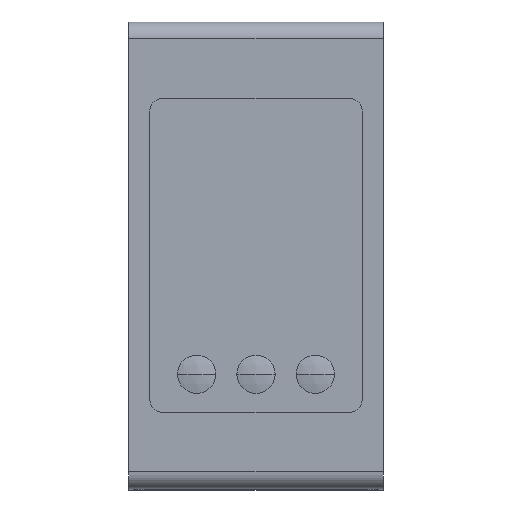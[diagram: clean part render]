
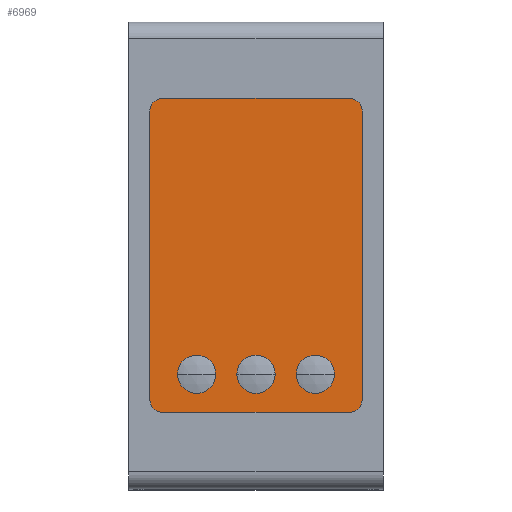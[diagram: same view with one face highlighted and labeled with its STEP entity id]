
A CAD part, top view. The second image highlights one B-rep face of the part: STEP entity #6969.
In plain terms, the highlighted planar face has unit normal (0, 0, 1).
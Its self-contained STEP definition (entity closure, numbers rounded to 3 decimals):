
#83 = DIRECTION ( 'NONE',  ( 1., 0., 0. ) ) ;
#299 = CARTESIAN_POINT ( 'NONE',  ( 11., 16., 40.75 ) ) ;
#310 = DIRECTION ( 'NONE',  ( -1., 0., 0. ) ) ;
#393 = DIRECTION ( 'NONE',  ( 0., 1., 0. ) ) ;
#741 = CARTESIAN_POINT ( 'NONE',  ( -11., -19.5, 40.75 ) ) ;
#1609 = CARTESIAN_POINT ( 'NONE',  ( 12.5, -19.5, 40.75 ) ) ;
#1615 = CARTESIAN_POINT ( 'NONE',  ( 12.5, 14.5, 40.75 ) ) ;
#1673 = DIRECTION ( 'NONE',  ( -1., 0., 0. ) ) ;
#2143 = CARTESIAN_POINT ( 'NONE',  ( -12.5, 14.5, 40.75 ) ) ;
#2244 = ORIENTED_EDGE ( 'NONE', *, *, #4432, .T. ) ;
#2266 = FACE_OUTER_BOUND ( 'NONE', #3385, .T. ) ;
#2352 = LINE ( 'NONE', #6871, #4269 ) ;
#2700 = VERTEX_POINT ( 'NONE', #299 ) ;
#3032 = EDGE_CURVE ( 'NONE', #10234, #5990, #7511, .T. ) ;
#3131 = ORIENTED_EDGE ( 'NONE', *, *, #9148, .T. ) ;
#3385 = EDGE_LOOP ( 'NONE', ( #2244, #3849, #8429, #8160, #3131, #6536, #4758, #9282 ) ) ;
#3587 = DIRECTION ( 'NONE',  ( 0., 0., 1. ) ) ;
#3849 = ORIENTED_EDGE ( 'NONE', *, *, #4364, .T. ) ;
#4207 = LINE ( 'NONE', #7586, #6429 ) ;
#4269 = VECTOR ( 'NONE', #310, 1000. ) ;
#4364 = EDGE_CURVE ( 'NONE', #6692, #6520, #4207, .T. ) ;
#4432 = EDGE_CURVE ( 'NONE', #5995, #6692, #6128, .T. ) ;
#4758 = ORIENTED_EDGE ( 'NONE', *, *, #3032, .T. ) ;
#4794 = CARTESIAN_POINT ( 'NONE',  ( -11., -19.5, 40.75 ) ) ;
#4855 = CARTESIAN_POINT ( 'NONE',  ( 11., -21., 40.75 ) ) ;
#5027 = CARTESIAN_POINT ( 'NONE',  ( 12.5, -19.5, 40.75 ) ) ;
#5056 = DIRECTION ( 'NONE',  ( 0., 0., 1. ) ) ;
#5539 = LINE ( 'NONE', #5027, #10306 ) ;
#5652 = DIRECTION ( 'NONE',  ( 0., 0., 1. ) ) ;
#5732 = DIRECTION ( 'NONE',  ( -1., 0., 0. ) ) ;
#5990 = VERTEX_POINT ( 'NONE', #2143 ) ;
#5995 = VERTEX_POINT ( 'NONE', #9720 ) ;
#6117 = AXIS2_PLACEMENT_3D ( 'NONE', #741, #7320, #1673 ) ;
#6128 = CIRCLE ( 'NONE', #8663, 1.5 ) ;
#6429 = VECTOR ( 'NONE', #8520, 1000. ) ;
#6520 = VERTEX_POINT ( 'NONE', #4855 ) ;
#6536 = ORIENTED_EDGE ( 'NONE', *, *, #8577, .T. ) ;
#6692 = VERTEX_POINT ( 'NONE', #6769 ) ;
#6769 = CARTESIAN_POINT ( 'NONE',  ( -11., -21., 40.75 ) ) ;
#6871 = CARTESIAN_POINT ( 'NONE',  ( 11., 16., 40.75 ) ) ;
#6969 = ADVANCED_FACE ( 'NONE', ( #2266 ), #7286, .F. ) ;
#7286 = PLANE ( 'NONE',  #6117 ) ;
#7320 = DIRECTION ( 'NONE',  ( 0., 0., -1. ) ) ;
#7344 = VERTEX_POINT ( 'NONE', #1615 ) ;
#7511 = CIRCLE ( 'NONE', #10781, 1.5 ) ;
#7586 = CARTESIAN_POINT ( 'NONE',  ( 11., -21., 40.75 ) ) ;
#8160 = ORIENTED_EDGE ( 'NONE', *, *, #9092, .T. ) ;
#8429 = ORIENTED_EDGE ( 'NONE', *, *, #11442, .T. ) ;
#8520 = DIRECTION ( 'NONE',  ( 1., 0., 0. ) ) ;
#8577 = EDGE_CURVE ( 'NONE', #2700, #10234, #2352, .T. ) ;
#8637 = VECTOR ( 'NONE', #10732, 1000. ) ;
#8663 = AXIS2_PLACEMENT_3D ( 'NONE', #4794, #11407, #5732 ) ;
#9092 = EDGE_CURVE ( 'NONE', #10483, #7344, #5539, .T. ) ;
#9148 = EDGE_CURVE ( 'NONE', #7344, #2700, #11314, .T. ) ;
#9244 = CARTESIAN_POINT ( 'NONE',  ( -11., 14.5, 40.75 ) ) ;
#9282 = ORIENTED_EDGE ( 'NONE', *, *, #12101, .T. ) ;
#9720 = CARTESIAN_POINT ( 'NONE',  ( -12.5, -19.5, 40.75 ) ) ;
#9818 = CARTESIAN_POINT ( 'NONE',  ( -12.5, -19.5, 40.75 ) ) ;
#10218 = DIRECTION ( 'NONE',  ( 1., 0., 0. ) ) ;
#10234 = VERTEX_POINT ( 'NONE', #12071 ) ;
#10306 = VECTOR ( 'NONE', #393, 1000. ) ;
#10483 = VERTEX_POINT ( 'NONE', #1609 ) ;
#10715 = CARTESIAN_POINT ( 'NONE',  ( 11., -19.5, 40.75 ) ) ;
#10732 = DIRECTION ( 'NONE',  ( 0., -1., 0. ) ) ;
#10781 = AXIS2_PLACEMENT_3D ( 'NONE', #9244, #3587, #10218 ) ;
#10979 = AXIS2_PLACEMENT_3D ( 'NONE', #11322, #5652, #83 ) ;
#11149 = LINE ( 'NONE', #9818, #8637 ) ;
#11314 = CIRCLE ( 'NONE', #10979, 1.5 ) ;
#11322 = CARTESIAN_POINT ( 'NONE',  ( 11., 14.5, 40.75 ) ) ;
#11407 = DIRECTION ( 'NONE',  ( 0., 0., 1. ) ) ;
#11442 = EDGE_CURVE ( 'NONE', #6520, #10483, #11903, .T. ) ;
#11649 = DIRECTION ( 'NONE',  ( 1., 0., 0. ) ) ;
#11757 = AXIS2_PLACEMENT_3D ( 'NONE', #10715, #5056, #11649 ) ;
#11903 = CIRCLE ( 'NONE', #11757, 1.5 ) ;
#12071 = CARTESIAN_POINT ( 'NONE',  ( -11., 16., 40.75 ) ) ;
#12101 = EDGE_CURVE ( 'NONE', #5990, #5995, #11149, .T. ) ;
